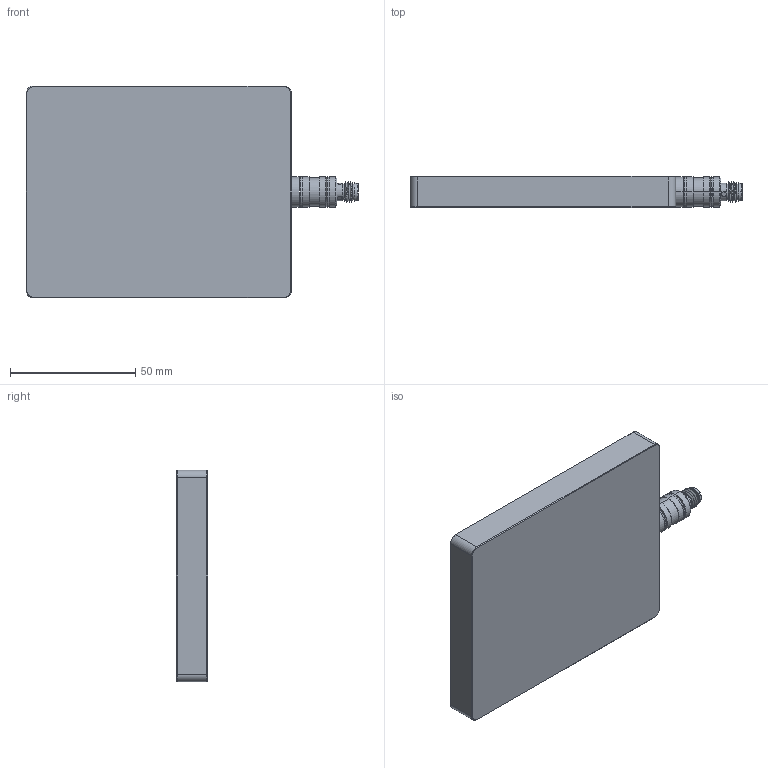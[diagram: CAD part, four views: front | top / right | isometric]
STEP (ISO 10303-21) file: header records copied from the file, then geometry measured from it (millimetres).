
FILE_DESCRIPTION (( 'STEP AP203' ), '1' );
FILE_NAME ('BLS-075-075-D12-OUTLINE.STEP', '2021-09-07T08:07:12', ( '' ), ( '' ), 'SwSTEP 2.0', 'SolidWorks 2020', '' );
FILE_SCHEMA (( 'CONFIG_CONTROL_DESIGN' ));
Length unit declared in the file: millimetre
Products named in the file (1): BLS-075-075-D12-OUTLINE
Bounding box: 132.5 x 12.5 x 84.5 mm (x, y, z)
Surface area: 24859.8 mm2 (no closed solid volume)
Topology: 0 solids, 12 shells, 118 faces, 298 edges, 191 vertices
Faces by surface type: cylinder 45, plane 41, cone 18, torus 8, bspline 6
Entity records: 4152 total; most frequent: CARTESIAN_POINT 1251, DIRECTION 636, ORIENTED_EDGE 528, EDGE_CURVE 290, AXIS2_PLACEMENT_3D 258, VERTEX_POINT 191, CIRCLE 145, EDGE_LOOP 136
